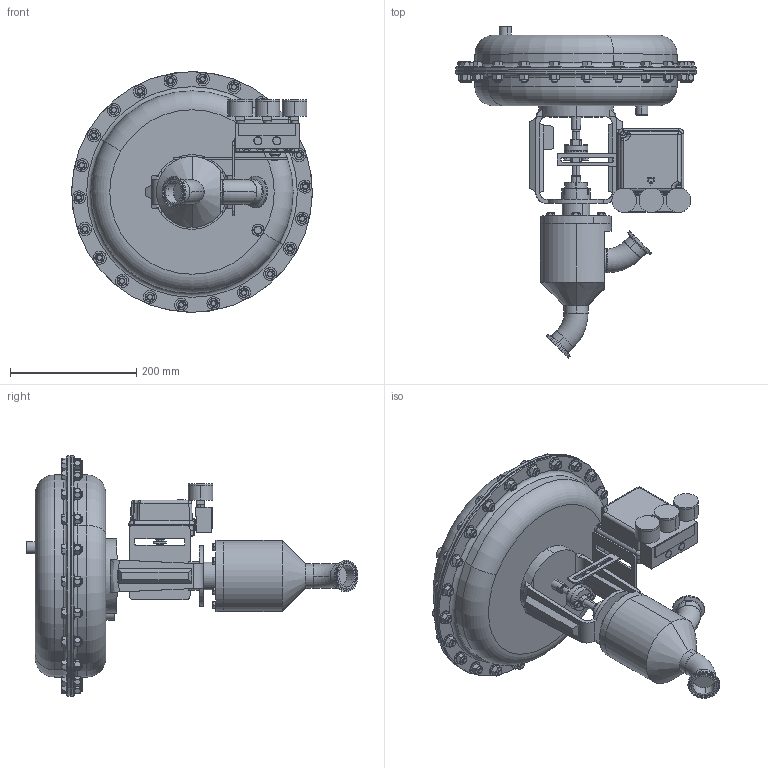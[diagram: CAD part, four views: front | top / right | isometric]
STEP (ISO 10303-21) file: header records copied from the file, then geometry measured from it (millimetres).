
FILE_DESCRIPTION (( 'STEP AP203' ), '1' );
FILE_NAME ('978NSP-150-JD-85M-16PP.STEP', '2017-06-13T14:09:03', ( '' ), ( '' ), 'SwSTEP 2.0', 'SolidWorks 2014', '' );
FILE_SCHEMA (( 'CONFIG_CONTROL_DESIGN' ));
Products named in the file (2): 978NSP-150-JD-85M-16PP
Bounding box: 381 x 525.6 x 381 mm (x, y, z)
Volume: 11152741.3 mm3; surface area: 1381079.8 mm2
Topology: 151 solids, 151 shells, 3238 faces, 7496 edges, 4598 vertices
Faces by surface type: plane 1208, cone 972, cylinder 713, bspline 303, torus 42
Entity records: 112494 total; most frequent: CARTESIAN_POINT 42361, ORIENTED_EDGE 14896, DIRECTION 13965, EDGE_CURVE 7448, AXIS2_PLACEMENT_3D 5568, VERTEX_POINT 4597, EDGE_LOOP 3419, ADVANCED_FACE 3238
